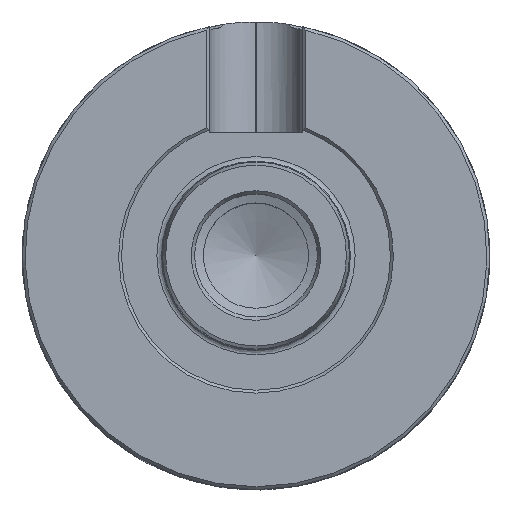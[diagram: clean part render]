
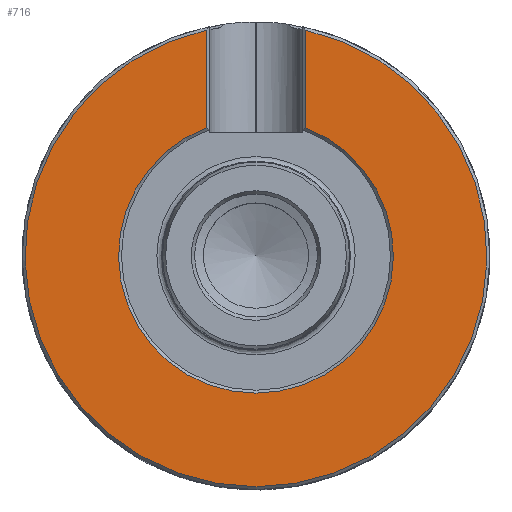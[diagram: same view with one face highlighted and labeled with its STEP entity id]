
A CAD part, top view. The second image highlights one B-rep face of the part: STEP entity #716.
In plain terms, the highlighted face is planar.
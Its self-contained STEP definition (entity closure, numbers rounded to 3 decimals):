
#477=PLANE('',#7859);
#716=ADVANCED_FACE('CU_VLE_LO_SU_1',(#1224),#477,.T.);
#1224=FACE_OUTER_BOUND('',#1609,.T.);
#1609=EDGE_LOOP('',(#3835,#3836,#3837,#3838));
#2401=LINE('',#16613,#2886);
#2402=LINE('',#16617,#2887);
#2886=VECTOR('',#8780,1.);
#2887=VECTOR('',#8783,1.);
#3835=ORIENTED_EDGE('',*,*,#6603,.F.);
#3836=ORIENTED_EDGE('',*,*,#6605,.T.);
#3837=ORIENTED_EDGE('',*,*,#6606,.T.);
#3838=ORIENTED_EDGE('',*,*,#6607,.T.);
#5873=VERTEX_POINT('',#16605);
#5874=VERTEX_POINT('',#16607);
#5875=VERTEX_POINT('',#16614);
#5876=VERTEX_POINT('',#16616);
#6603=EDGE_CURVE('',#5873,#5874,#7520,.T.);
#6605=EDGE_CURVE('',#5873,#5875,#2401,.T.);
#6606=EDGE_CURVE('',#5875,#5876,#7521,.T.);
#6607=EDGE_CURVE('',#5876,#5874,#2402,.T.);
#7520=CIRCLE('',#7856,23.5);
#7521=CIRCLE('',#7858,39.5);
#7856=AXIS2_PLACEMENT_3D('',#16606,#8776,#8777);
#7858=AXIS2_PLACEMENT_3D('',#16615,#8781,#8782);
#7859=AXIS2_PLACEMENT_3D('',#16618,#8784,#8785);
#8776=DIRECTION('',(0.,1.,0.));
#8777=DIRECTION('',(-1.,0.,0.));
#8780=DIRECTION('',(0.,0.,1.));
#8781=DIRECTION('',(0.,1.,0.));
#8782=DIRECTION('',(-1.,0.,0.));
#8783=DIRECTION('',(0.,0.,-1.));
#8784=DIRECTION('',(0.,1.,0.));
#8785=DIRECTION('',(-1.,0.,0.));
#16605=CARTESIAN_POINT('',(8.511,0.,21.905));
#16606=CARTESIAN_POINT('',(0.,0.,0.));
#16607=CARTESIAN_POINT('',(-8.511,0.,21.905));
#16613=CARTESIAN_POINT('',(8.511,0.,23.5));
#16614=CARTESIAN_POINT('',(8.511,0.,38.572));
#16615=CARTESIAN_POINT('',(0.,0.,0.));
#16616=CARTESIAN_POINT('',(-8.511,0.,38.572));
#16617=CARTESIAN_POINT('',(-8.511,0.,23.5));
#16618=CARTESIAN_POINT('',(0.,0.,23.5));
